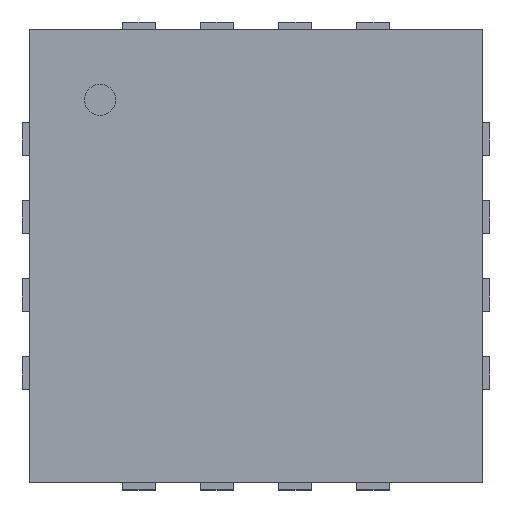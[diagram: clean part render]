
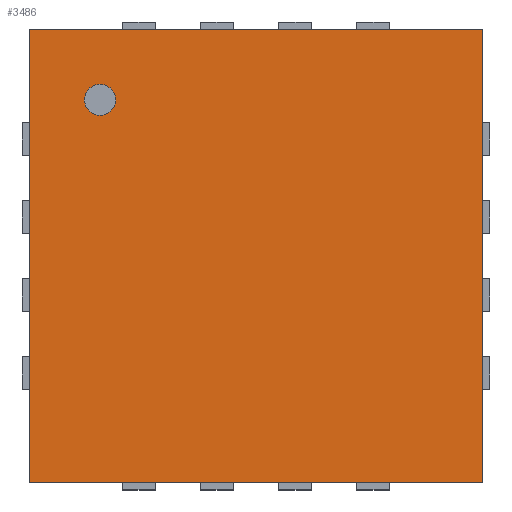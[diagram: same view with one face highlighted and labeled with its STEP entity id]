
A CAD part, top view. The second image highlights one B-rep face of the part: STEP entity #3486.
In plain terms, the highlighted planar face has unit normal (0, 0, 1).
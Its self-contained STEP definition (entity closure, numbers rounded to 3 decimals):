
#2776 = EDGE_CURVE('',#2777,#2779,#2781,.T.);
#2777 = VERTEX_POINT('',#2778);
#2778 = CARTESIAN_POINT('',(-1.45,1.45,0.6));
#2779 = VERTEX_POINT('',#2780);
#2780 = CARTESIAN_POINT('',(1.45,1.45,0.6));
#2781 = LINE('',#2782,#2783);
#2782 = CARTESIAN_POINT('',(-1.45,1.45,0.6));
#2783 = VECTOR('',#2784,1.);
#2784 = DIRECTION('',(1.,0.,0.));
#2970 = EDGE_CURVE('',#2779,#2971,#2973,.T.);
#2971 = VERTEX_POINT('',#2972);
#2972 = CARTESIAN_POINT('',(1.45,-1.45,0.6));
#2973 = LINE('',#2974,#2975);
#2974 = CARTESIAN_POINT('',(1.45,1.45,0.6));
#2975 = VECTOR('',#2976,1.);
#2976 = DIRECTION('',(0.,-1.,0.));
#3153 = EDGE_CURVE('',#3154,#2971,#3156,.T.);
#3154 = VERTEX_POINT('',#3155);
#3155 = CARTESIAN_POINT('',(-1.45,-1.45,0.6));
#3156 = LINE('',#3157,#3158);
#3157 = CARTESIAN_POINT('',(-1.45,-1.45,0.6));
#3158 = VECTOR('',#3159,1.);
#3159 = DIRECTION('',(1.,0.,0.));
#3340 = EDGE_CURVE('',#2777,#3154,#3341,.T.);
#3341 = LINE('',#3342,#3343);
#3342 = CARTESIAN_POINT('',(-1.45,1.45,0.6));
#3343 = VECTOR('',#3344,1.);
#3344 = DIRECTION('',(0.,-1.,0.));
#3486 = ADVANCED_FACE('',(#3487,#3493),#3504,.T.);
#3487 = FACE_BOUND('',#3488,.T.);
#3488 = EDGE_LOOP('',(#3489,#3490,#3491,#3492));
#3489 = ORIENTED_EDGE('',*,*,#2776,.F.);
#3490 = ORIENTED_EDGE('',*,*,#3340,.T.);
#3491 = ORIENTED_EDGE('',*,*,#3153,.T.);
#3492 = ORIENTED_EDGE('',*,*,#2970,.F.);
#3493 = FACE_BOUND('',#3494,.T.);
#3494 = EDGE_LOOP('',(#3495));
#3495 = ORIENTED_EDGE('',*,*,#3496,.T.);
#3496 = EDGE_CURVE('',#3497,#3497,#3499,.T.);
#3497 = VERTEX_POINT('',#3498);
#3498 = CARTESIAN_POINT('',(-1.,0.9,0.6));
#3499 = CIRCLE('',#3500,0.1);
#3500 = AXIS2_PLACEMENT_3D('',#3501,#3502,#3503);
#3501 = CARTESIAN_POINT('',(-1.,1.,0.6));
#3502 = DIRECTION('',(0.,0.,-1.));
#3503 = DIRECTION('',(0.,-1.,0.));
#3504 = PLANE('',#3505);
#3505 = AXIS2_PLACEMENT_3D('',#3506,#3507,#3508);
#3506 = CARTESIAN_POINT('',(-1.45,1.45,0.6));
#3507 = DIRECTION('',(0.,0.,1.));
#3508 = DIRECTION('',(0.,-1.,0.));
